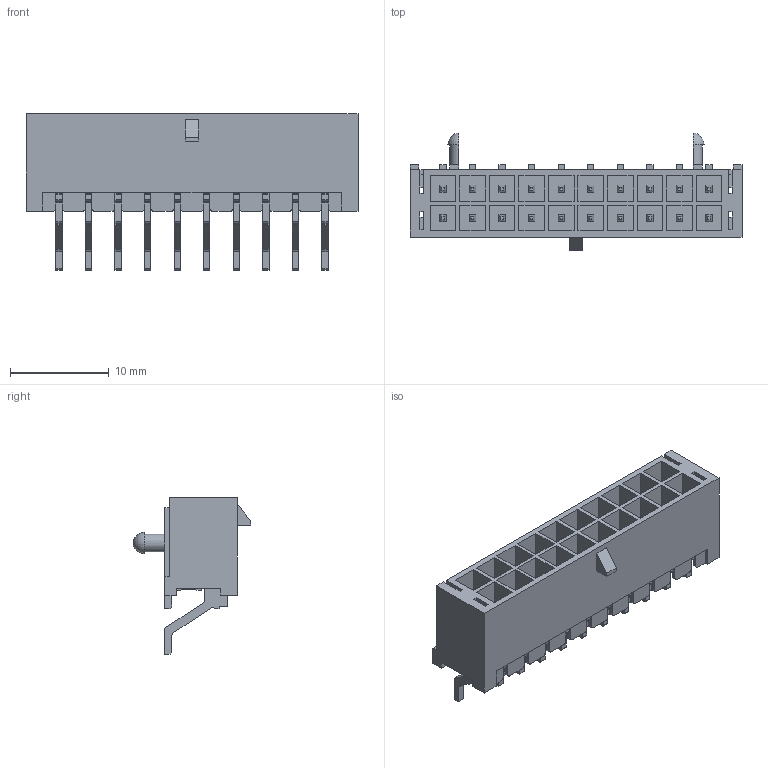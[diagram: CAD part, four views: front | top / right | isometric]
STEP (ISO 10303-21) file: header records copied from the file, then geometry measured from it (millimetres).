
FILE_DESCRIPTION(/* description */ ('Unknown'),/* implementation_level */ '2;1');
FILE_NAME(/* name */ '662020236022',/* time_stamp */ '2017-07-20T15:46:23+02:00',/* author */ ('Unknown'),/* organization */ ('Unknown'),/* preprocessor_version */ 'ST-DEVELOPER v16.7',/* originating_system */ 'DEX',/* authorisation */ $);
FILE_SCHEMA (('AUTOMOTIVE_DESIGN {1 0 10303 214 3 1 1}'));
Length unit declared in the file: millimetre
Products named in the file (4): 6620xx236022; 662020236022; 6620xx236022_PIN_COURTE; 6620xx236022_PIN_LONGUE
Assembly tree (21 placements, depth 2):
  6620xx236022
    662020236022
    6620xx236022_PIN_COURTE  x10
    6620xx236022_PIN_LONGUE  x10
Bounding box: 33.7 x 11.96 x 15.9 mm (x, y, z)
Volume: 1256.4 mm3; surface area: 4001.5 mm2
Topology: 21 solids, 21 shells, 973 faces, 2726 edges, 1790 vertices
Faces by surface type: plane 859, cylinder 112, torus 2
Entity records: 16115 total; most frequent: CARTESIAN_POINT 2865, ORIENTED_EDGE 2842, DIRECTION 2529, EDGE_CURVE 1421, LINE 1313, VECTOR 1313, VERTEX_POINT 944, AXIS2_PLACEMENT_3D 608
